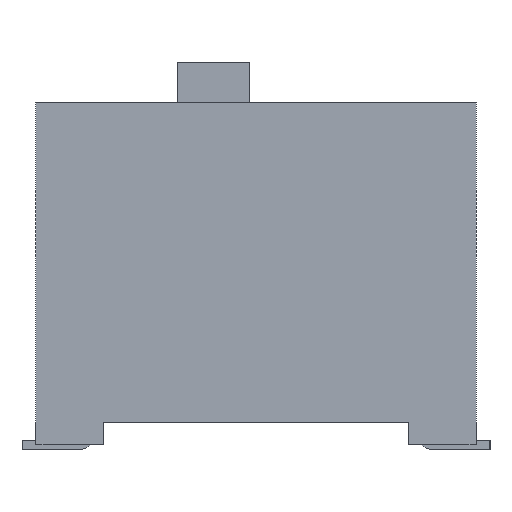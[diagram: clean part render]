
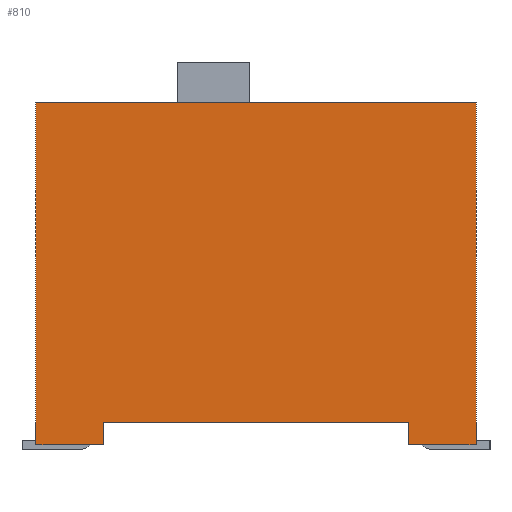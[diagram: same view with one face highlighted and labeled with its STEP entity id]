
A CAD part, left-side view. The second image highlights one B-rep face of the part: STEP entity #810.
In plain terms, the highlighted planar face has unit normal (-1, 0, 0).
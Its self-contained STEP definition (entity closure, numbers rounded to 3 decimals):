
#13=DIRECTION('',(0.,0.,1.));
#34=VECTOR('',#13,1.);
#56=CARTESIAN_POINT('',(-13.79,-4.89,0.1));
#58=DIRECTION('',(1.,0.,0.));
#119=VECTOR('',#120,1.);
#120=DIRECTION('',(0.,-1.,0.));
#123=VERTEX_POINT('',#124);
#124=CARTESIAN_POINT('',(-13.79,-3.39,0.6));
#127=ORIENTED_EDGE('',*,*,#128,.F.);
#128=EDGE_CURVE('',#129,#123,#131,.T.);
#129=VERTEX_POINT('',#130);
#130=CARTESIAN_POINT('',(-13.79,3.39,0.6));
#131=LINE('',#132,#119);
#132=CARTESIAN_POINT('',(-13.79,2.445,0.6));
#679=VERTEX_POINT('',#56);
#683=EDGE_CURVE('',#679,#684,#686,.T.);
#684=VERTEX_POINT('',#685);
#685=CARTESIAN_POINT('',(-13.79,-4.89,7.7));
#686=LINE('',#56,#34);
#761=VERTEX_POINT('',#762);
#762=CARTESIAN_POINT('',(-13.79,4.89,7.7));
#765=EDGE_CURVE('',#766,#761,#768,.T.);
#766=VERTEX_POINT('',#767);
#767=CARTESIAN_POINT('',(-13.79,4.89,0.1));
#768=LINE('',#767,#34);
#790=VECTOR('',#791,1.);
#791=DIRECTION('',(0.,0.,-1.));
#799=VERTEX_POINT('',#800);
#800=CARTESIAN_POINT('',(-13.79,3.39,0.1));
#805=ORIENTED_EDGE('',*,*,#806,.T.);
#806=EDGE_CURVE('',#129,#799,#807,.T.);
#807=LINE('',#800,#790);
#810=ADVANCED_FACE('',(#811),#828,.F.);
#811=FACE_BOUND('',#812,.F.);
#812=EDGE_LOOP('',(#813,#816,#817,#820,#821,#825,#127,#805));
#813=ORIENTED_EDGE('',*,*,#814,.F.);
#814=EDGE_CURVE('',#766,#799,#815,.T.);
#815=LINE('',#767,#119);
#816=ORIENTED_EDGE('',*,*,#765,.T.);
#817=ORIENTED_EDGE('',*,*,#818,.T.);
#818=EDGE_CURVE('',#761,#684,#819,.T.);
#819=LINE('',#762,#119);
#820=ORIENTED_EDGE('',*,*,#683,.F.);
#821=ORIENTED_EDGE('',*,*,#822,.F.);
#822=EDGE_CURVE('',#823,#679,#815,.T.);
#823=VERTEX_POINT('',#824);
#824=CARTESIAN_POINT('',(-13.79,-3.39,0.1));
#825=ORIENTED_EDGE('',*,*,#826,.T.);
#826=EDGE_CURVE('',#823,#123,#827,.T.);
#827=LINE('',#824,#34);
#828=PLANE('',#829);
#829=AXIS2_PLACEMENT_3D('',#767,#58,#120);
